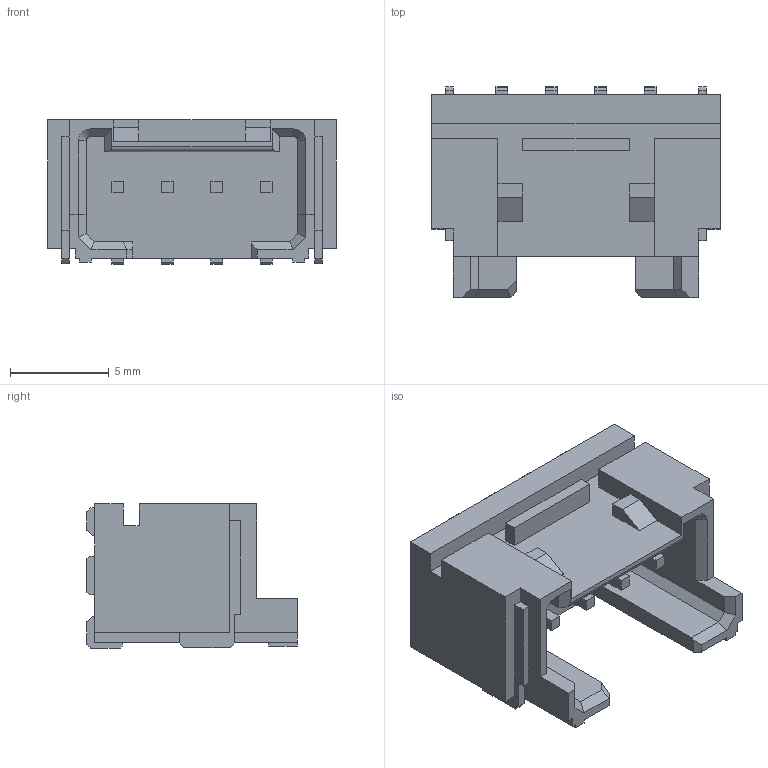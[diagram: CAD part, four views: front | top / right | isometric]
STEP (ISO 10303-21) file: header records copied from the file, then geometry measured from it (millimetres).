
FILE_DESCRIPTION(/* description */ (''),/* implementation_level */ '2;1');
FILE_NAME(/* name */ '2159320470wbm000_02_214.stp',/* time_stamp */ '2023-11-27T08:33:17+05:00',/* author */ (''),/* organization */ (''),/* preprocessor_version */ 'ST-DEVELOPER v16.7',/* originating_system */ 'SIEMENS PLM Software NX 1919',/* authorisation */ '');
FILE_SCHEMA (('AUTOMOTIVE_DESIGN { 1 0 10303 214 3 1 1 1 }'));
Length unit declared in the file: millimetre
Products named in the file (1): 2159320470wbm000_02
Bounding box: 14.6 x 10.65 x 7.3 mm (x, y, z)
Volume: 482.3 mm3; surface area: 818.9 mm2
Topology: 1 solids, 1 shells, 211 faces, 581 edges, 383 vertices
Faces by surface type: plane 186, cylinder 23, cone 1, bspline 1
Entity records: 6707 total; most frequent: CARTESIAN_POINT 1273, ORIENTED_EDGE 1162, DIRECTION 1045, EDGE_CURVE 581, LINE 531, VECTOR 531, VERTEX_POINT 383, AXIS2_PLACEMENT_3D 257
